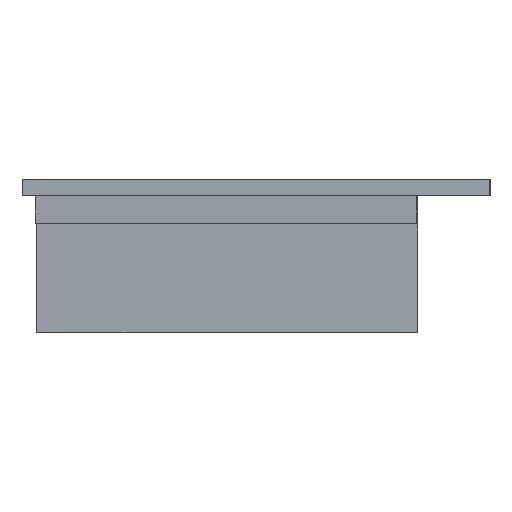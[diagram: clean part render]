
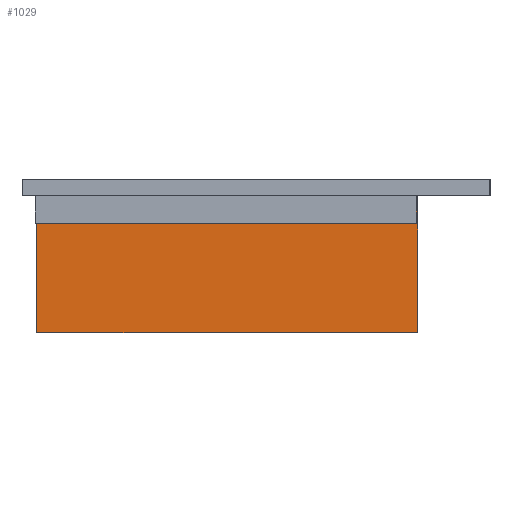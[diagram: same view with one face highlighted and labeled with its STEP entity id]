
A CAD part, left-side view. The second image highlights one B-rep face of the part: STEP entity #1029.
In plain terms, the highlighted planar face has unit normal (-1, 0, 0).
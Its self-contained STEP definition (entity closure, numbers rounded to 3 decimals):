
#44 = PLANE('',#45);
#45 = AXIS2_PLACEMENT_3D('',#46,#47,#48);
#46 = CARTESIAN_POINT('',(-0.35,0.,0.));
#47 = DIRECTION('',(-0.,-0.,-1.));
#48 = DIRECTION('',(-1.,0.,0.));
#274 = EDGE_CURVE('',#275,#277,#279,.T.);
#275 = VERTEX_POINT('',#276);
#276 = CARTESIAN_POINT('',(45.,-29.55,0.));
#277 = VERTEX_POINT('',#278);
#278 = CARTESIAN_POINT('',(45.,-29.3,0.));
#279 = SURFACE_CURVE('',#280,(#284,#291),.PCURVE_S1.);
#280 = LINE('',#281,#282);
#281 = CARTESIAN_POINT('',(45.,-29.55,0.));
#282 = VECTOR('',#283,1.);
#283 = DIRECTION('',(0.,1.,0.));
#284 = PCURVE('',#44,#285);
#285 = DEFINITIONAL_REPRESENTATION('',(#286),#290);
#286 = LINE('',#287,#288);
#287 = CARTESIAN_POINT('',(-45.35,-29.55));
#288 = VECTOR('',#289,1.);
#289 = DIRECTION('',(0.,1.));
#290 = ( GEOMETRIC_REPRESENTATION_CONTEXT(2) 
PARAMETRIC_REPRESENTATION_CONTEXT() REPRESENTATION_CONTEXT('2D SPACE',''
  ) );
#291 = PCURVE('',#292,#297);
#292 = PLANE('',#293);
#293 = AXIS2_PLACEMENT_3D('',#294,#295,#296);
#294 = CARTESIAN_POINT('',(45.,5.25,-12.5));
#295 = DIRECTION('',(-1.,-0.,-0.));
#296 = DIRECTION('',(0.,0.,-1.));
#297 = DEFINITIONAL_REPRESENTATION('',(#298),#302);
#298 = LINE('',#299,#300);
#299 = CARTESIAN_POINT('',(-12.5,34.8));
#300 = VECTOR('',#301,1.);
#301 = DIRECTION('',(0.,-1.));
#302 = ( GEOMETRIC_REPRESENTATION_CONTEXT(2) 
PARAMETRIC_REPRESENTATION_CONTEXT() REPRESENTATION_CONTEXT('2D SPACE',''
  ) );
#320 = PLANE('',#321);
#321 = AXIS2_PLACEMENT_3D('',#322,#323,#324);
#322 = CARTESIAN_POINT('',(45.,-29.55,-25.));
#323 = DIRECTION('',(0.,-1.,0.));
#324 = DIRECTION('',(0.,0.,1.));
#376 = PLANE('',#377);
#377 = AXIS2_PLACEMENT_3D('',#378,#379,#380);
#378 = CARTESIAN_POINT('',(45.,40.05,0.));
#379 = DIRECTION('',(0.,1.,0.));
#380 = DIRECTION('',(0.,0.,-1.));
#592 = PLANE('',#593);
#593 = AXIS2_PLACEMENT_3D('',#594,#595,#596);
#594 = CARTESIAN_POINT('',(-47.1,-29.3,0.));
#595 = DIRECTION('',(0.,-1.,0.));
#596 = DIRECTION('',(1.,0.,0.));
#1029 = ADVANCED_FACE('',(#1030),#292,.T.);
#1030 = FACE_BOUND('',#1031,.T.);
#1031 = EDGE_LOOP('',(#1032,#1055,#1056,#1077,#1103,#1130,#1156,#1179));
#1032 = ORIENTED_EDGE('',*,*,#1033,.T.);
#1033 = EDGE_CURVE('',#1034,#275,#1036,.T.);
#1034 = VERTEX_POINT('',#1035);
#1035 = CARTESIAN_POINT('',(45.,-29.55,-25.));
#1036 = SURFACE_CURVE('',#1037,(#1041,#1048),.PCURVE_S1.);
#1037 = LINE('',#1038,#1039);
#1038 = CARTESIAN_POINT('',(45.,-29.55,-25.));
#1039 = VECTOR('',#1040,1.);
#1040 = DIRECTION('',(0.,0.,1.));
#1041 = PCURVE('',#292,#1042);
#1042 = DEFINITIONAL_REPRESENTATION('',(#1043),#1047);
#1043 = LINE('',#1044,#1045);
#1044 = CARTESIAN_POINT('',(12.5,34.8));
#1045 = VECTOR('',#1046,1.);
#1046 = DIRECTION('',(-1.,0.));
#1047 = ( GEOMETRIC_REPRESENTATION_CONTEXT(2) 
PARAMETRIC_REPRESENTATION_CONTEXT() REPRESENTATION_CONTEXT('2D SPACE',''
  ) );
#1048 = PCURVE('',#320,#1049);
#1049 = DEFINITIONAL_REPRESENTATION('',(#1050),#1054);
#1050 = LINE('',#1051,#1052);
#1051 = CARTESIAN_POINT('',(0.,0.));
#1052 = VECTOR('',#1053,1.);
#1053 = DIRECTION('',(1.,0.));
#1054 = ( GEOMETRIC_REPRESENTATION_CONTEXT(2) 
PARAMETRIC_REPRESENTATION_CONTEXT() REPRESENTATION_CONTEXT('2D SPACE',''
  ) );
#1055 = ORIENTED_EDGE('',*,*,#274,.T.);
#1056 = ORIENTED_EDGE('',*,*,#1057,.F.);
#1057 = EDGE_CURVE('',#1058,#277,#1060,.T.);
#1058 = VERTEX_POINT('',#1059);
#1059 = CARTESIAN_POINT('',(45.,-29.3,-5.));
#1060 = SURFACE_CURVE('',#1061,(#1065,#1071),.PCURVE_S1.);
#1061 = LINE('',#1062,#1063);
#1062 = CARTESIAN_POINT('',(45.,-29.3,-6.25));
#1063 = VECTOR('',#1064,1.);
#1064 = DIRECTION('',(0.,0.,1.));
#1065 = PCURVE('',#292,#1066);
#1066 = DEFINITIONAL_REPRESENTATION('',(#1067),#1070);
#1067 = B_SPLINE_CURVE_WITH_KNOTS('',1,(#1068,#1069),.UNSPECIFIED.,.F.,
  .F.,(2,2),(0.75,6.75),.PIECEWISE_BEZIER_KNOTS.);
#1068 = CARTESIAN_POINT('',(-7.,34.55));
#1069 = CARTESIAN_POINT('',(-13.,34.55));
#1070 = ( GEOMETRIC_REPRESENTATION_CONTEXT(2) 
PARAMETRIC_REPRESENTATION_CONTEXT() REPRESENTATION_CONTEXT('2D SPACE',''
  ) );
#1071 = PCURVE('',#592,#1072);
#1072 = DEFINITIONAL_REPRESENTATION('',(#1073),#1076);
#1073 = B_SPLINE_CURVE_WITH_KNOTS('',1,(#1074,#1075),.UNSPECIFIED.,.F.,
  .F.,(2,2),(0.75,6.75),.PIECEWISE_BEZIER_KNOTS.);
#1074 = CARTESIAN_POINT('',(92.1,-5.5));
#1075 = CARTESIAN_POINT('',(92.1,0.5));
#1076 = ( GEOMETRIC_REPRESENTATION_CONTEXT(2) 
PARAMETRIC_REPRESENTATION_CONTEXT() REPRESENTATION_CONTEXT('2D SPACE',''
  ) );
#1077 = ORIENTED_EDGE('',*,*,#1078,.T.);
#1078 = EDGE_CURVE('',#1058,#1079,#1081,.T.);
#1079 = VERTEX_POINT('',#1080);
#1080 = CARTESIAN_POINT('',(45.,-28.,-5.));
#1081 = SURFACE_CURVE('',#1082,(#1086,#1092),.PCURVE_S1.);
#1082 = LINE('',#1083,#1084);
#1083 = CARTESIAN_POINT('',(45.,5.375,-5.));
#1084 = VECTOR('',#1085,1.);
#1085 = DIRECTION('',(0.,1.,0.));
#1086 = PCURVE('',#292,#1087);
#1087 = DEFINITIONAL_REPRESENTATION('',(#1088),#1091);
#1088 = B_SPLINE_CURVE_WITH_KNOTS('',1,(#1089,#1090),.UNSPECIFIED.,.F.,
  .F.,(2,2),(-41.635,41.635),.PIECEWISE_BEZIER_KNOTS.);
#1089 = CARTESIAN_POINT('',(-7.5,41.51));
#1090 = CARTESIAN_POINT('',(-7.5,-41.76));
#1091 = ( GEOMETRIC_REPRESENTATION_CONTEXT(2) 
PARAMETRIC_REPRESENTATION_CONTEXT() REPRESENTATION_CONTEXT('2D SPACE',''
  ) );
#1092 = PCURVE('',#1093,#1098);
#1093 = PLANE('',#1094);
#1094 = AXIS2_PLACEMENT_3D('',#1095,#1096,#1097);
#1095 = CARTESIAN_POINT('',(0.,5.5,-5.));
#1096 = DIRECTION('',(0.,0.,1.));
#1097 = DIRECTION('',(1.,0.,0.));
#1098 = DEFINITIONAL_REPRESENTATION('',(#1099),#1102);
#1099 = B_SPLINE_CURVE_WITH_KNOTS('',1,(#1100,#1101),.UNSPECIFIED.,.F.,
  .F.,(2,2),(-41.635,41.635),.PIECEWISE_BEZIER_KNOTS.);
#1100 = CARTESIAN_POINT('',(45.,-41.76));
#1101 = CARTESIAN_POINT('',(45.,41.51));
#1102 = ( GEOMETRIC_REPRESENTATION_CONTEXT(2) 
PARAMETRIC_REPRESENTATION_CONTEXT() REPRESENTATION_CONTEXT('2D SPACE',''
  ) );
#1103 = ORIENTED_EDGE('',*,*,#1104,.T.);
#1104 = EDGE_CURVE('',#1079,#1105,#1107,.T.);
#1105 = VERTEX_POINT('',#1106);
#1106 = CARTESIAN_POINT('',(45.,39.,-5.));
#1107 = SURFACE_CURVE('',#1108,(#1112,#1118),.PCURVE_S1.);
#1108 = LINE('',#1109,#1110);
#1109 = CARTESIAN_POINT('',(45.,5.375,-5.));
#1110 = VECTOR('',#1111,1.);
#1111 = DIRECTION('',(0.,1.,0.));
#1112 = PCURVE('',#292,#1113);
#1113 = DEFINITIONAL_REPRESENTATION('',(#1114),#1117);
#1114 = B_SPLINE_CURVE_WITH_KNOTS('',1,(#1115,#1116),.UNSPECIFIED.,.F.,
  .F.,(2,2),(-41.635,41.635),.PIECEWISE_BEZIER_KNOTS.);
#1115 = CARTESIAN_POINT('',(-7.5,41.51));
#1116 = CARTESIAN_POINT('',(-7.5,-41.76));
#1117 = ( GEOMETRIC_REPRESENTATION_CONTEXT(2) 
PARAMETRIC_REPRESENTATION_CONTEXT() REPRESENTATION_CONTEXT('2D SPACE',''
  ) );
#1118 = PCURVE('',#1119,#1124);
#1119 = PLANE('',#1120);
#1120 = AXIS2_PLACEMENT_3D('',#1121,#1122,#1123);
#1121 = CARTESIAN_POINT('',(0.2,5.5,-5.));
#1122 = DIRECTION('',(-0.,-0.,-1.));
#1123 = DIRECTION('',(-1.,0.,0.));
#1124 = DEFINITIONAL_REPRESENTATION('',(#1125),#1129);
#1125 = LINE('',#1126,#1127);
#1126 = CARTESIAN_POINT('',(-44.8,-0.125));
#1127 = VECTOR('',#1128,1.);
#1128 = DIRECTION('',(0.,1.));
#1129 = ( GEOMETRIC_REPRESENTATION_CONTEXT(2) 
PARAMETRIC_REPRESENTATION_CONTEXT() REPRESENTATION_CONTEXT('2D SPACE',''
  ) );
#1130 = ORIENTED_EDGE('',*,*,#1131,.T.);
#1131 = EDGE_CURVE('',#1105,#1132,#1134,.T.);
#1132 = VERTEX_POINT('',#1133);
#1133 = CARTESIAN_POINT('',(45.,40.05,-5.));
#1134 = SURFACE_CURVE('',#1135,(#1139,#1145),.PCURVE_S1.);
#1135 = LINE('',#1136,#1137);
#1136 = CARTESIAN_POINT('',(45.,5.375,-5.));
#1137 = VECTOR('',#1138,1.);
#1138 = DIRECTION('',(0.,1.,0.));
#1139 = PCURVE('',#292,#1140);
#1140 = DEFINITIONAL_REPRESENTATION('',(#1141),#1144);
#1141 = B_SPLINE_CURVE_WITH_KNOTS('',1,(#1142,#1143),.UNSPECIFIED.,.F.,
  .F.,(2,2),(-41.635,41.635),.PIECEWISE_BEZIER_KNOTS.);
#1142 = CARTESIAN_POINT('',(-7.5,41.51));
#1143 = CARTESIAN_POINT('',(-7.5,-41.76));
#1144 = ( GEOMETRIC_REPRESENTATION_CONTEXT(2) 
PARAMETRIC_REPRESENTATION_CONTEXT() REPRESENTATION_CONTEXT('2D SPACE',''
  ) );
#1145 = PCURVE('',#1146,#1151);
#1146 = PLANE('',#1147);
#1147 = AXIS2_PLACEMENT_3D('',#1148,#1149,#1150);
#1148 = CARTESIAN_POINT('',(0.,5.5,-5.));
#1149 = DIRECTION('',(0.,0.,1.));
#1150 = DIRECTION('',(1.,0.,0.));
#1151 = DEFINITIONAL_REPRESENTATION('',(#1152),#1155);
#1152 = B_SPLINE_CURVE_WITH_KNOTS('',1,(#1153,#1154),.UNSPECIFIED.,.F.,
  .F.,(2,2),(-41.635,41.635),.PIECEWISE_BEZIER_KNOTS.);
#1153 = CARTESIAN_POINT('',(45.,-41.76));
#1154 = CARTESIAN_POINT('',(45.,41.51));
#1155 = ( GEOMETRIC_REPRESENTATION_CONTEXT(2) 
PARAMETRIC_REPRESENTATION_CONTEXT() REPRESENTATION_CONTEXT('2D SPACE',''
  ) );
#1156 = ORIENTED_EDGE('',*,*,#1157,.T.);
#1157 = EDGE_CURVE('',#1132,#1158,#1160,.T.);
#1158 = VERTEX_POINT('',#1159);
#1159 = CARTESIAN_POINT('',(45.,40.05,-25.));
#1160 = SURFACE_CURVE('',#1161,(#1165,#1172),.PCURVE_S1.);
#1161 = LINE('',#1162,#1163);
#1162 = CARTESIAN_POINT('',(45.,40.05,0.));
#1163 = VECTOR('',#1164,1.);
#1164 = DIRECTION('',(0.,0.,-1.));
#1165 = PCURVE('',#292,#1166);
#1166 = DEFINITIONAL_REPRESENTATION('',(#1167),#1171);
#1167 = LINE('',#1168,#1169);
#1168 = CARTESIAN_POINT('',(-12.5,-34.8));
#1169 = VECTOR('',#1170,1.);
#1170 = DIRECTION('',(1.,0.));
#1171 = ( GEOMETRIC_REPRESENTATION_CONTEXT(2) 
PARAMETRIC_REPRESENTATION_CONTEXT() REPRESENTATION_CONTEXT('2D SPACE',''
  ) );
#1172 = PCURVE('',#376,#1173);
#1173 = DEFINITIONAL_REPRESENTATION('',(#1174),#1178);
#1174 = LINE('',#1175,#1176);
#1175 = CARTESIAN_POINT('',(0.,0.));
#1176 = VECTOR('',#1177,1.);
#1177 = DIRECTION('',(1.,0.));
#1178 = ( GEOMETRIC_REPRESENTATION_CONTEXT(2) 
PARAMETRIC_REPRESENTATION_CONTEXT() REPRESENTATION_CONTEXT('2D SPACE',''
  ) );
#1179 = ORIENTED_EDGE('',*,*,#1180,.T.);
#1180 = EDGE_CURVE('',#1158,#1034,#1181,.T.);
#1181 = SURFACE_CURVE('',#1182,(#1186,#1193),.PCURVE_S1.);
#1182 = LINE('',#1183,#1184);
#1183 = CARTESIAN_POINT('',(45.,40.05,-25.));
#1184 = VECTOR('',#1185,1.);
#1185 = DIRECTION('',(0.,-1.,0.));
#1186 = PCURVE('',#292,#1187);
#1187 = DEFINITIONAL_REPRESENTATION('',(#1188),#1192);
#1188 = LINE('',#1189,#1190);
#1189 = CARTESIAN_POINT('',(12.5,-34.8));
#1190 = VECTOR('',#1191,1.);
#1191 = DIRECTION('',(0.,1.));
#1192 = ( GEOMETRIC_REPRESENTATION_CONTEXT(2) 
PARAMETRIC_REPRESENTATION_CONTEXT() REPRESENTATION_CONTEXT('2D SPACE',''
  ) );
#1193 = PCURVE('',#1194,#1199);
#1194 = PLANE('',#1195);
#1195 = AXIS2_PLACEMENT_3D('',#1196,#1197,#1198);
#1196 = CARTESIAN_POINT('',(45.,40.05,-25.));
#1197 = DIRECTION('',(0.,0.,-1.));
#1198 = DIRECTION('',(0.,-1.,0.));
#1199 = DEFINITIONAL_REPRESENTATION('',(#1200),#1204);
#1200 = LINE('',#1201,#1202);
#1201 = CARTESIAN_POINT('',(0.,-0.));
#1202 = VECTOR('',#1203,1.);
#1203 = DIRECTION('',(1.,0.));
#1204 = ( GEOMETRIC_REPRESENTATION_CONTEXT(2) 
PARAMETRIC_REPRESENTATION_CONTEXT() REPRESENTATION_CONTEXT('2D SPACE',''
  ) );
